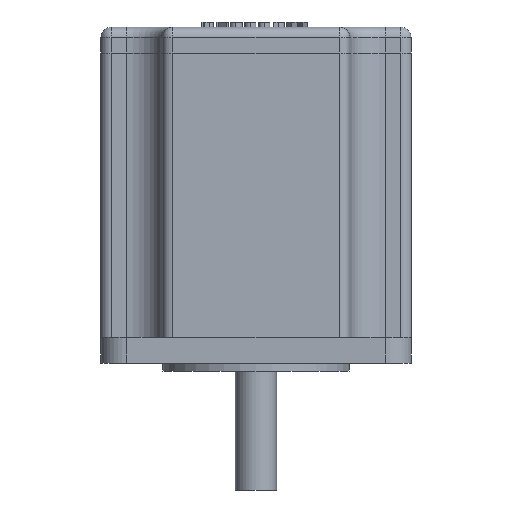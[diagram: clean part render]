
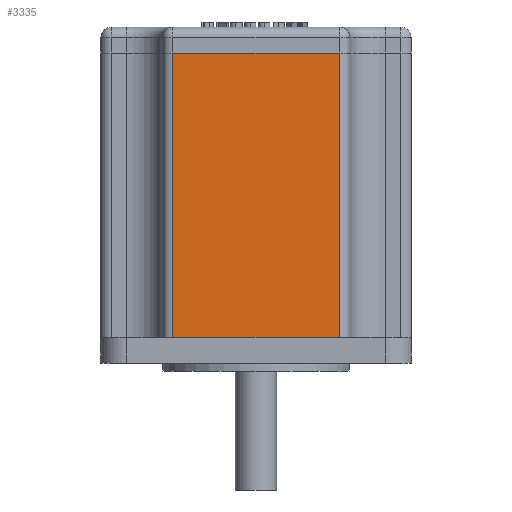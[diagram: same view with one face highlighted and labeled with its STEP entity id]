
A CAD part, front view. The second image highlights one B-rep face of the part: STEP entity #3335.
In plain terms, the highlighted planar face has unit normal (0, -1, 0).
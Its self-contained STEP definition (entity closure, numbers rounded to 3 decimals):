
#1049 = CARTESIAN_POINT ( 'NONE',  ( 16.13, -30., 60. ) ) ;
#1468 = LINE ( 'NONE', #1763, #3826 ) ;
#1660 = AXIS2_PLACEMENT_3D ( 'NONE', #6275, #2796, #4412 ) ;
#1763 = CARTESIAN_POINT ( 'NONE',  ( -25., -30., 0. ) ) ;
#1987 = EDGE_CURVE ( 'NONE', #8961, #6285, #4376, .T. ) ;
#2131 = DIRECTION ( 'NONE',  ( 0., 0., -1. ) ) ;
#2163 = CARTESIAN_POINT ( 'NONE',  ( -16.13, -30., 0. ) ) ;
#2796 = DIRECTION ( 'NONE',  ( 0., -1., 0. ) ) ;
#3335 = ADVANCED_FACE ( 'NONE', ( #4974 ), #7121, .T. ) ;
#3423 = ORIENTED_EDGE ( 'NONE', *, *, #1987, .T. ) ;
#3826 = VECTOR ( 'NONE', #6108, 1000. ) ;
#4192 = CARTESIAN_POINT ( 'NONE',  ( -25., -30., 55. ) ) ;
#4376 = LINE ( 'NONE', #10988, #7475 ) ;
#4412 = DIRECTION ( 'NONE',  ( 0., 0., -1. ) ) ;
#4515 = ORIENTED_EDGE ( 'NONE', *, *, #8365, .F. ) ;
#4590 = EDGE_CURVE ( 'NONE', #5340, #4975, #11217, .T. ) ;
#4974 = FACE_OUTER_BOUND ( 'NONE', #5964, .T. ) ;
#4975 = VERTEX_POINT ( 'NONE', #5042 ) ;
#5042 = CARTESIAN_POINT ( 'NONE',  ( 16.13, -30., 55. ) ) ;
#5340 = VERTEX_POINT ( 'NONE', #5698 ) ;
#5698 = CARTESIAN_POINT ( 'NONE',  ( 16.13, -30., 0. ) ) ;
#5772 = CARTESIAN_POINT ( 'NONE',  ( -16.13, -30., 55. ) ) ;
#5799 = VECTOR ( 'NONE', #10302, 1000. ) ;
#5964 = EDGE_LOOP ( 'NONE', ( #4515, #3423, #9649, #8415 ) ) ;
#6072 = LINE ( 'NONE', #4192, #5799 ) ;
#6108 = DIRECTION ( 'NONE',  ( 1., 0., 0. ) ) ;
#6275 = CARTESIAN_POINT ( 'NONE',  ( -25., -30., -5. ) ) ;
#6285 = VERTEX_POINT ( 'NONE', #2163 ) ;
#7121 = PLANE ( 'NONE',  #1660 ) ;
#7179 = DIRECTION ( 'NONE',  ( 0., 0., 1. ) ) ;
#7475 = VECTOR ( 'NONE', #2131, 1000. ) ;
#8365 = EDGE_CURVE ( 'NONE', #8961, #4975, #6072, .T. ) ;
#8415 = ORIENTED_EDGE ( 'NONE', *, *, #4590, .T. ) ;
#8961 = VERTEX_POINT ( 'NONE', #5772 ) ;
#9399 = VECTOR ( 'NONE', #7179, 1000. ) ;
#9649 = ORIENTED_EDGE ( 'NONE', *, *, #9875, .T. ) ;
#9875 = EDGE_CURVE ( 'NONE', #6285, #5340, #1468, .T. ) ;
#10302 = DIRECTION ( 'NONE',  ( 1., 0., 0. ) ) ;
#10988 = CARTESIAN_POINT ( 'NONE',  ( -16.13, -30., 0. ) ) ;
#11217 = LINE ( 'NONE', #1049, #9399 ) ;
